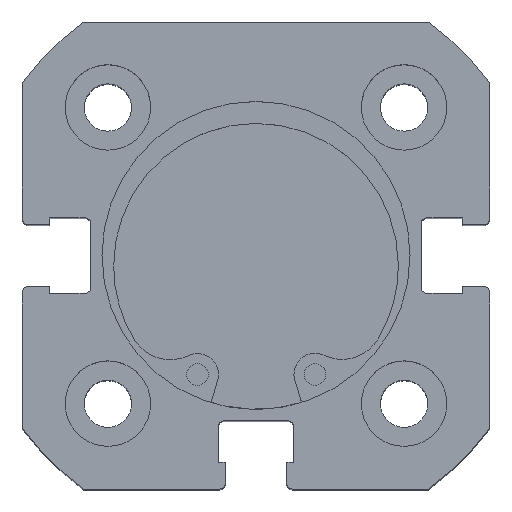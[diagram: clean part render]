
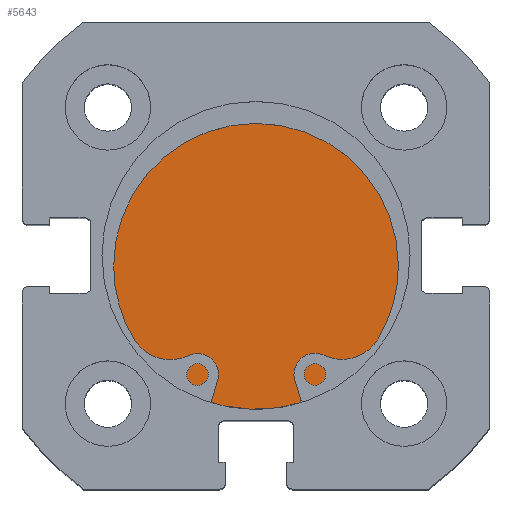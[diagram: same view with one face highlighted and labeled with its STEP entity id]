
A CAD part, top view. The second image highlights one B-rep face of the part: STEP entity #5643.
In plain terms, the highlighted face is planar.
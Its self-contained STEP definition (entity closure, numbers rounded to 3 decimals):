
#592 = CARTESIAN_POINT ( 'NONE',  ( 6., 0., 0. ) ) ;
#598 = DIRECTION ( 'NONE',  ( -1., 0., 0. ) ) ;
#599 = DIRECTION ( 'NONE',  ( 0., 0., 1. ) ) ;
#609 = CARTESIAN_POINT ( 'NONE',  ( 6., 0., 0. ) ) ;
#616 = DIRECTION ( 'NONE',  ( -1., 0., 0. ) ) ;
#617 = DIRECTION ( 'NONE',  ( 0., 0., 1. ) ) ;
#714 = CARTESIAN_POINT ( 'NONE',  ( 6., 13.5, 0. ) ) ;
#715 = PLANE ( 'NONE',  #4861 ) ;
#717 = DIRECTION ( 'NONE',  ( -1., 0., 0. ) ) ;
#718 = DIRECTION ( 'NONE',  ( 0., 0., 1. ) ) ;
#1572 = EDGE_LOOP ( 'NONE', ( #3291, #3290 ) ) ;
#2343 = CARTESIAN_POINT ( 'NONE',  ( 6., 0., -13.5 ) ) ;
#2363 = VERTEX_POINT ( 'NONE', #2343 ) ;
#2597 = VERTEX_POINT ( 'NONE', #5565 ) ;
#3290 = ORIENTED_EDGE ( 'NONE', *, *, #4604, .F. ) ;
#3291 = ORIENTED_EDGE ( 'NONE', *, *, #4611, .F. ) ;
#4064 = CIRCLE ( 'NONE', #4829, 13.5 ) ;
#4074 = CIRCLE ( 'NONE', #4836, 13.5 ) ;
#4121 = FACE_OUTER_BOUND ( 'NONE', #1572, .T. ) ;
#4604 = EDGE_CURVE ( 'NONE', #2363, #2597, #4064, .T. ) ;
#4611 = EDGE_CURVE ( 'NONE', #2597, #2363, #4074, .T. ) ;
#4829 = AXIS2_PLACEMENT_3D ( 'NONE', #592, #598, #599 ) ;
#4836 = AXIS2_PLACEMENT_3D ( 'NONE', #609, #616, #617 ) ;
#4861 = AXIS2_PLACEMENT_3D ( 'NONE', #714, #717, #718 ) ;
#5565 = CARTESIAN_POINT ( 'NONE',  ( 6., 0., 13.5 ) ) ;
#5643 = ADVANCED_FACE ( 'NONE', ( #4121 ), #715, .F. ) ;
